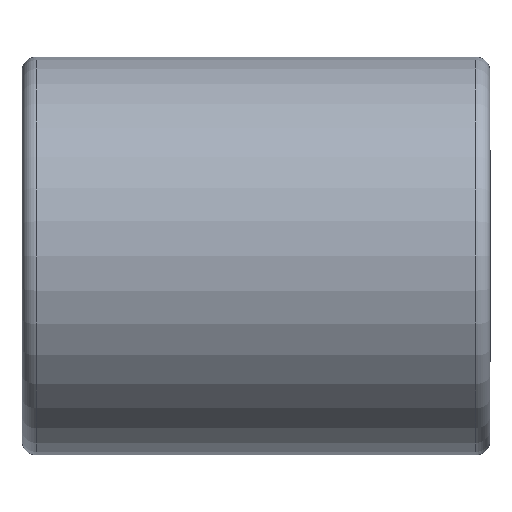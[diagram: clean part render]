
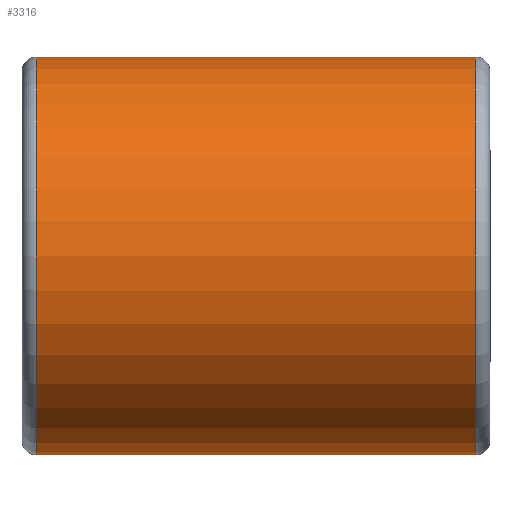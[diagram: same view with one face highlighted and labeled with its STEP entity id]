
A CAD part, front view. The second image highlights one B-rep face of the part: STEP entity #3316.
In plain terms, the highlighted cylindrical face has radius 42.5 mm (diameter 85 mm), a partial arc.
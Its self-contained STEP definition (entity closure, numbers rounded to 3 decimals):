
#28 = CARTESIAN_POINT ( 'NONE',  ( 3., 0., 0. ) ) ;
#30 = VERTEX_POINT ( 'NONE', #4829 ) ;
#69 = CARTESIAN_POINT ( 'NONE',  ( 0., 0., -42.5 ) ) ;
#334 = CARTESIAN_POINT ( 'NONE',  ( 97., 0., 0. ) ) ;
#347 = EDGE_LOOP ( 'NONE', ( #4430, #731, #3880, #4386 ) ) ;
#378 = CIRCLE ( 'NONE', #2672, 42.5 ) ;
#683 = AXIS2_PLACEMENT_3D ( 'NONE', #28, #4235, #3622 ) ;
#731 = ORIENTED_EDGE ( 'NONE', *, *, #778, .T. ) ;
#778 = EDGE_CURVE ( 'NONE', #30, #927, #378, .T. ) ;
#927 = VERTEX_POINT ( 'NONE', #1219 ) ;
#1202 = CYLINDRICAL_SURFACE ( 'NONE', #1867, 42.5 ) ;
#1219 = CARTESIAN_POINT ( 'NONE',  ( 97., 0., 42.5 ) ) ;
#1353 = DIRECTION ( 'NONE',  ( -1., 0., 0. ) ) ;
#1682 = EDGE_CURVE ( 'NONE', #2040, #2617, #2701, .T. ) ;
#1853 = EDGE_CURVE ( 'NONE', #927, #2040, #2185, .T. ) ;
#1867 = AXIS2_PLACEMENT_3D ( 'NONE', #1931, #3893, #4299 ) ;
#1931 = CARTESIAN_POINT ( 'NONE',  ( 0., 0., 0. ) ) ;
#2040 = VERTEX_POINT ( 'NONE', #2528 ) ;
#2047 = VECTOR ( 'NONE', #1353, 1000. ) ;
#2185 = LINE ( 'NONE', #3714, #2047 ) ;
#2465 = DIRECTION ( 'NONE',  ( -1., 0., 0. ) ) ;
#2528 = CARTESIAN_POINT ( 'NONE',  ( 3., 0., 42.5 ) ) ;
#2617 = VERTEX_POINT ( 'NONE', #3488 ) ;
#2672 = AXIS2_PLACEMENT_3D ( 'NONE', #334, #2734, #3114 ) ;
#2701 = CIRCLE ( 'NONE', #683, 42.5 ) ;
#2734 = DIRECTION ( 'NONE',  ( -1., 0., 0. ) ) ;
#2772 = FACE_OUTER_BOUND ( 'NONE', #347, .T. ) ;
#2889 = LINE ( 'NONE', #69, #4484 ) ;
#3114 = DIRECTION ( 'NONE',  ( 0., 0., 1. ) ) ;
#3316 = ADVANCED_FACE ( 'NONE', ( #2772 ), #1202, .T. ) ;
#3488 = CARTESIAN_POINT ( 'NONE',  ( 3., 0., -42.5 ) ) ;
#3520 = EDGE_CURVE ( 'NONE', #30, #2617, #2889, .T. ) ;
#3622 = DIRECTION ( 'NONE',  ( 0., 0., -1. ) ) ;
#3714 = CARTESIAN_POINT ( 'NONE',  ( 0., 0., 42.5 ) ) ;
#3880 = ORIENTED_EDGE ( 'NONE', *, *, #1853, .T. ) ;
#3893 = DIRECTION ( 'NONE',  ( -1., 0., 0. ) ) ;
#4235 = DIRECTION ( 'NONE',  ( 1., 0., 0. ) ) ;
#4299 = DIRECTION ( 'NONE',  ( 0., 0., 1. ) ) ;
#4386 = ORIENTED_EDGE ( 'NONE', *, *, #1682, .T. ) ;
#4430 = ORIENTED_EDGE ( 'NONE', *, *, #3520, .F. ) ;
#4484 = VECTOR ( 'NONE', #2465, 1000. ) ;
#4829 = CARTESIAN_POINT ( 'NONE',  ( 97., 0., -42.5 ) ) ;
